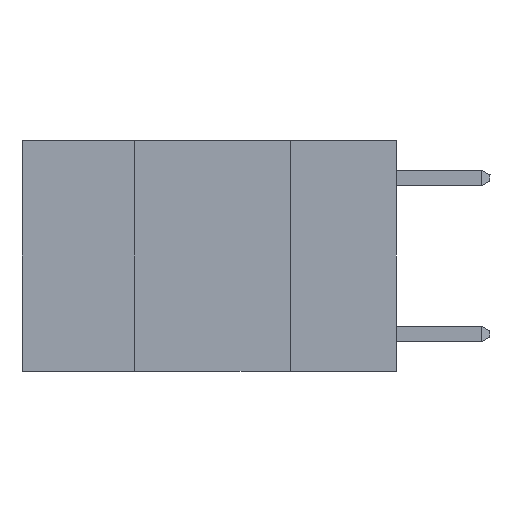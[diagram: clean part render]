
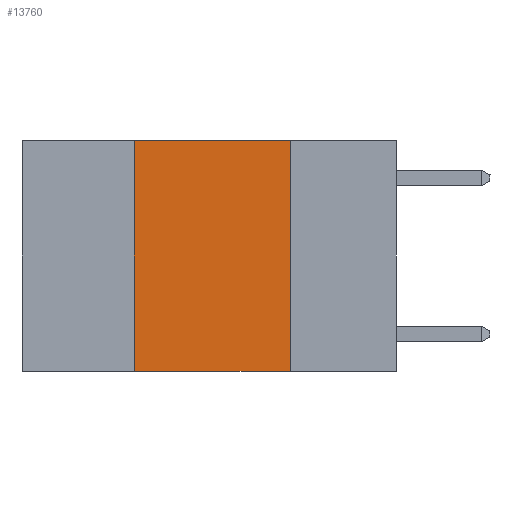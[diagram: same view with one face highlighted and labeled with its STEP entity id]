
A CAD part, left-side view. The second image highlights one B-rep face of the part: STEP entity #13760.
In plain terms, the highlighted planar face has unit normal (-1, 0, 0).
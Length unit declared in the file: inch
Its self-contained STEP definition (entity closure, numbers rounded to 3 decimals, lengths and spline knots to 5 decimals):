
#212 = DIRECTION ( 'NONE',  ( 0., 0., -1. ) ) ;
#1349 = CARTESIAN_POINT ( 'NONE',  ( 0., 0.17, 0. ) ) ;
#1659 = ORIENTED_EDGE ( 'NONE', *, *, #17146, .F. ) ;
#3197 = CARTESIAN_POINT ( 'NONE',  ( 0., 0.6, 0. ) ) ;
#4156 = CARTESIAN_POINT ( 'NONE',  ( 0., 0.17, -0.37 ) ) ;
#5538 = CARTESIAN_POINT ( 'NONE',  ( 0., 0.42, -0.37 ) ) ;
#5568 = VERTEX_POINT ( 'NONE', #4156 ) ;
#6031 = VERTEX_POINT ( 'NONE', #10920 ) ;
#6050 = CARTESIAN_POINT ( 'NONE',  ( 0., 0.42, 0. ) ) ;
#6416 = CARTESIAN_POINT ( 'NONE',  ( 0., 0.17, 0. ) ) ;
#6888 = VERTEX_POINT ( 'NONE', #5538 ) ;
#6903 = VECTOR ( 'NONE', #13405, 39.37008 ) ;
#7380 = FACE_OUTER_BOUND ( 'NONE', #15187, .T. ) ;
#7398 = DIRECTION ( 'NONE',  ( 0., -1., 0. ) ) ;
#8776 = CARTESIAN_POINT ( 'NONE',  ( 0., 0.6, -0.37 ) ) ;
#8982 = VECTOR ( 'NONE', #7398, 39.37008 ) ;
#9108 = DIRECTION ( 'NONE',  ( 1., 0., 0. ) ) ;
#9527 = ORIENTED_EDGE ( 'NONE', *, *, #12796, .F. ) ;
#9907 = CARTESIAN_POINT ( 'NONE',  ( 0., 0.6, 0. ) ) ;
#9981 = ORIENTED_EDGE ( 'NONE', *, *, #14234, .F. ) ;
#10415 = VECTOR ( 'NONE', #16575, 39.37008 ) ;
#10920 = CARTESIAN_POINT ( 'NONE',  ( 0., 0.42, 0. ) ) ;
#11668 = LINE ( 'NONE', #6050, #6903 ) ;
#12299 = EDGE_CURVE ( 'NONE', #6888, #5568, #12835, .T. ) ;
#12375 = LINE ( 'NONE', #9907, #15778 ) ;
#12796 = EDGE_CURVE ( 'NONE', #6031, #13646, #12375, .T. ) ;
#12835 = LINE ( 'NONE', #8776, #8982 ) ;
#13405 = DIRECTION ( 'NONE',  ( 0., 0., 1. ) ) ;
#13646 = VERTEX_POINT ( 'NONE', #1349 ) ;
#13760 = ADVANCED_FACE ( 'NONE', ( #7380 ), #16352, .F. ) ;
#14234 = EDGE_CURVE ( 'NONE', #6888, #6031, #11668, .T. ) ;
#14253 = LINE ( 'NONE', #6416, #10415 ) ;
#15187 = EDGE_LOOP ( 'NONE', ( #1659, #9527, #9981, #17664 ) ) ;
#15778 = VECTOR ( 'NONE', #17125, 39.37008 ) ;
#16352 = PLANE ( 'NONE',  #16928 ) ;
#16575 = DIRECTION ( 'NONE',  ( 0., 0., -1. ) ) ;
#16928 = AXIS2_PLACEMENT_3D ( 'NONE', #3197, #9108, #212 ) ;
#17125 = DIRECTION ( 'NONE',  ( 0., -1., 0. ) ) ;
#17146 = EDGE_CURVE ( 'NONE', #13646, #5568, #14253, .T. ) ;
#17664 = ORIENTED_EDGE ( 'NONE', *, *, #12299, .T. ) ;
